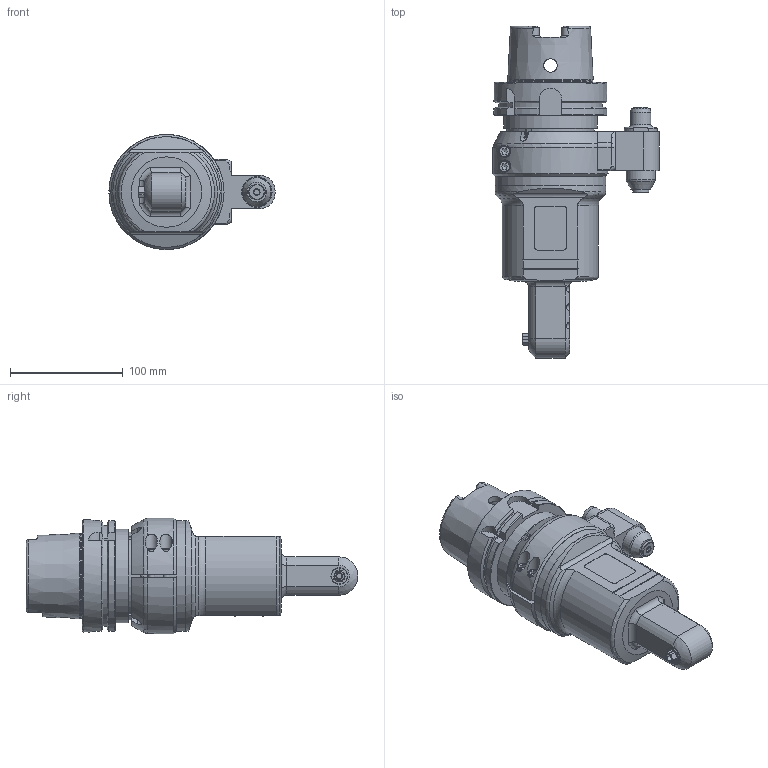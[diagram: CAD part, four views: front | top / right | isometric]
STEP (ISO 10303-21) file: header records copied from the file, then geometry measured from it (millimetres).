
FILE_DESCRIPTION(/* description */ ('9.FS9.06000-4H100'),/* implementation_level */ '2;1');
FILE_NAME(/* name */ '9.FS9.06000-4H100.stp',/* time_stamp */ '2021-08-18T14:51:21-04:00',/* author */ ('dalloco'),/* organization */ (''),/* preprocessor_version */ 'ST-DEVELOPER v16.13',/* originating_system */ 'Autodesk Inventor 2018',/* authorisation */ '');
FILE_SCHEMA (('AUTOMOTIVE_DESIGN { 1 0 10303 214 3 1 1 }'));
Length unit declared in the file: millimetre
Products named in the file (3): 9.FS9.06000-4H100; 9_GA1_518_2  (Type 1, H100A, 80mm); 9_FS9_06000
Assembly tree (2 placements, depth 2):
  9.FS9.06000-4H100
    9_GA1_518_2  (Type 1, H100A, 80mm)
    9_FS9_06000
Bounding box: 147.23 x 294 x 101.99 mm (x, y, z)
Volume: 1290170.5 mm3; surface area: 166466.4 mm2
Topology: 5 solids, 5 shells, 582 faces, 1492 edges, 964 vertices
Faces by surface type: plane 305, cylinder 142, cone 84, torus 41, bspline 6, sphere 4
Full cylindrical faces by diameter (mm): 2.5 x3, 2.6 x2, 3 x2, 5 x5, 5.5 x6, 6 x10, 6.5 x1, 7 x1, 8 x3, 8.5 x2, 10 x5, 10.4 x2, 11 x2, 12 x4, 12.5 x1, 14 x1, 18 x2, 24.5 x1, 26 x1, 27 x1, 45 x1, 53 x2, 63 x1, 65 x1, 75.369 x1, 83 x1, 98 x1, 98.2 x1, 100 x1
Entity records: 58636 total; most frequent: CARTESIAN_POINT 45699, DIRECTION 2590, ORIENTED_EDGE 2580, EDGE_CURVE 1289, AXIS2_PLACEMENT_3D 983, VERTEX_POINT 895, EDGE_LOOP 770, LINE 624
